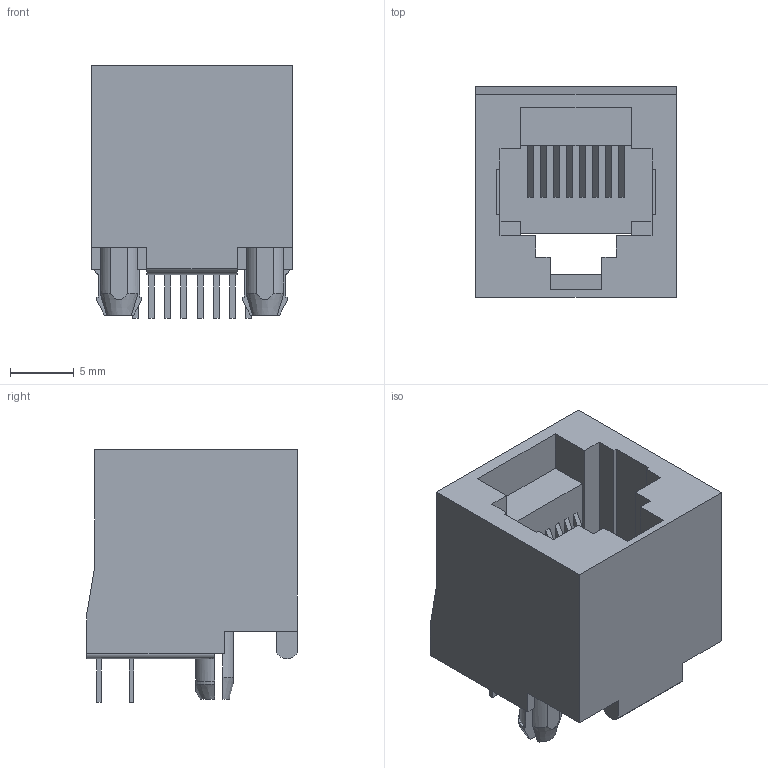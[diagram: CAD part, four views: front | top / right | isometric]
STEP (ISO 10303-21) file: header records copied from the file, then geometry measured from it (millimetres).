
FILE_DESCRIPTION((''),'2;1');
FILE_NAME('C-5556416-01-3','2007-09-01T',('workeradm'),('Tyco Electronics Corporation'),'PRO/ENGINEER BY PARAMETRIC TECHNOLOGY CORPORATION, 2005450','PRO/ENGINEER BY PARAMETRIC TECHNOLOGY CORPORATION, 2005450','');
FILE_SCHEMA(('CONFIG_CONTROL_DESIGN', 'GEOMETRIC_VALIDATION_PROPERTIES_MIM'));
Length unit declared in the file: millimetre
Products named in the file (1): C-5556416-01-3
Bounding box: 15.75 x 16.51 x 19.81 mm (x, y, z)
Volume: 2375.9 mm3; surface area: 2461.4 mm2
Topology: 1 solids, 1 shells, 169 faces, 478 edges, 318 vertices
Faces by surface type: plane 150, cylinder 15, cone 4
Entity records: 5640 total; most frequent: CARTESIAN_POINT 1067, ORIENTED_EDGE 956, DIRECTION 844, EDGE_CURVE 478, VECTOR 430, LINE 430, VERTEX_POINT 318, AXIS2_PLACEMENT_3D 207
